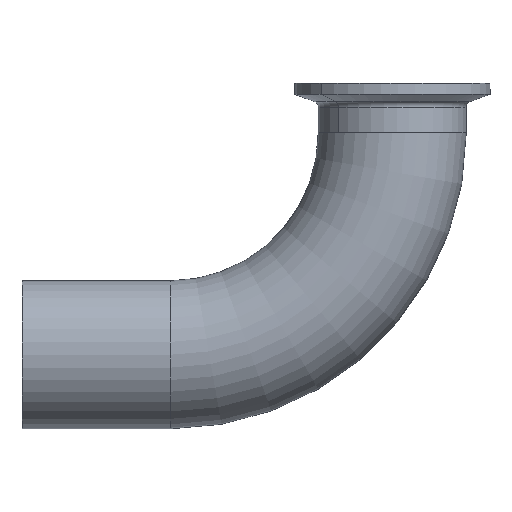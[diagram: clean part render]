
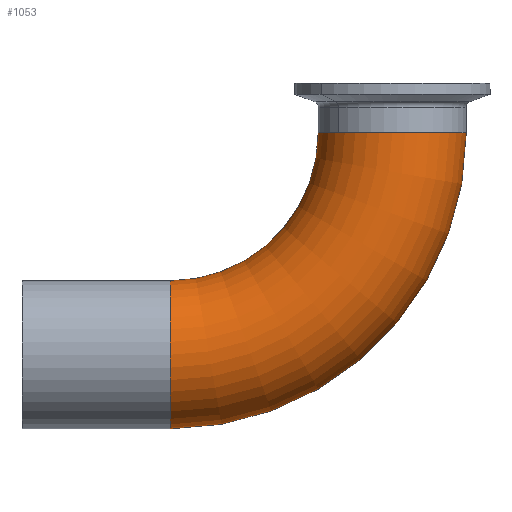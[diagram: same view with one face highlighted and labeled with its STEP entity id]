
A CAD part, front view. The second image highlights one B-rep face of the part: STEP entity #1053.
In plain terms, the highlighted toroidal (fillet/blend) face has major radius 57.2 mm and minor radius 19.05 mm.
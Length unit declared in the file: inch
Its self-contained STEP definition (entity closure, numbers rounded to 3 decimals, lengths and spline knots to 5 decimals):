
#15 = DIRECTION ( 'NONE',  ( 0., 0., -1. ) ) ;
#65 = EDGE_LOOP ( 'NONE', ( #715, #610, #806, #887 ) ) ;
#73 = DIRECTION ( 'NONE',  ( 0., 0., 1. ) ) ;
#75 = CIRCLE ( 'NONE', #163, 0.75 ) ;
#112 = DIRECTION ( 'NONE',  ( 0., 0., 1. ) ) ;
#149 = DIRECTION ( 'NONE',  ( 1., 0., 0. ) ) ;
#163 = AXIS2_PLACEMENT_3D ( 'NONE', #402, #73, #149 ) ;
#190 = EDGE_CURVE ( 'NONE', #573, #739, #1023, .T. ) ;
#232 = DIRECTION ( 'NONE',  ( 0., 0., -1. ) ) ;
#263 = AXIS2_PLACEMENT_3D ( 'NONE', #411, #321, #232 ) ;
#278 = DIRECTION ( 'NONE',  ( 0., 0., -1. ) ) ;
#321 = DIRECTION ( 'NONE',  ( 0., -1., 0. ) ) ;
#322 = TOROIDAL_SURFACE ( 'NONE', #341, 2.25197, 0.75 ) ;
#329 = CARTESIAN_POINT ( 'NONE',  ( 0., 0., 0. ) ) ;
#341 = AXIS2_PLACEMENT_3D ( 'NONE', #329, #746, #15 ) ;
#368 = AXIS2_PLACEMENT_3D ( 'NONE', #459, #697, #112 ) ;
#374 = CIRCLE ( 'NONE', #888, 3.00197 ) ;
#378 = CARTESIAN_POINT ( 'NONE',  ( 0., 0., -3.00197 ) ) ;
#402 = CARTESIAN_POINT ( 'NONE',  ( 2.25197, 0., 0. ) ) ;
#411 = CARTESIAN_POINT ( 'NONE',  ( 0., 0., 0. ) ) ;
#459 = CARTESIAN_POINT ( 'NONE',  ( 0., 0., -2.25197 ) ) ;
#488 = CARTESIAN_POINT ( 'NONE',  ( 1.50197, 0., 0. ) ) ;
#559 = EDGE_CURVE ( 'NONE', #573, #614, #374, .T. ) ;
#573 = VERTEX_POINT ( 'NONE', #378 ) ;
#604 = FACE_OUTER_BOUND ( 'NONE', #65, .T. ) ;
#610 = ORIENTED_EDGE ( 'NONE', *, *, #559, .T. ) ;
#614 = VERTEX_POINT ( 'NONE', #1054 ) ;
#697 = DIRECTION ( 'NONE',  ( -1., 0., 0. ) ) ;
#715 = ORIENTED_EDGE ( 'NONE', *, *, #190, .F. ) ;
#732 = CARTESIAN_POINT ( 'NONE',  ( 0., 0., -1.50197 ) ) ;
#739 = VERTEX_POINT ( 'NONE', #732 ) ;
#746 = DIRECTION ( 'NONE',  ( 0., -1., 0. ) ) ;
#792 = CARTESIAN_POINT ( 'NONE',  ( 0., 0., 0. ) ) ;
#806 = ORIENTED_EDGE ( 'NONE', *, *, #835, .F. ) ;
#816 = EDGE_CURVE ( 'NONE', #739, #937, #820, .T. ) ;
#820 = CIRCLE ( 'NONE', #263, 1.50197 ) ;
#835 = EDGE_CURVE ( 'NONE', #937, #614, #75, .T. ) ;
#872 = DIRECTION ( 'NONE',  ( 0., -1., 0. ) ) ;
#887 = ORIENTED_EDGE ( 'NONE', *, *, #816, .F. ) ;
#888 = AXIS2_PLACEMENT_3D ( 'NONE', #792, #872, #278 ) ;
#937 = VERTEX_POINT ( 'NONE', #488 ) ;
#1023 = CIRCLE ( 'NONE', #368, 0.75 ) ;
#1053 = ADVANCED_FACE ( 'NONE', ( #604 ), #322, .T. ) ;
#1054 = CARTESIAN_POINT ( 'NONE',  ( 3.00197, 0., 0. ) ) ;
